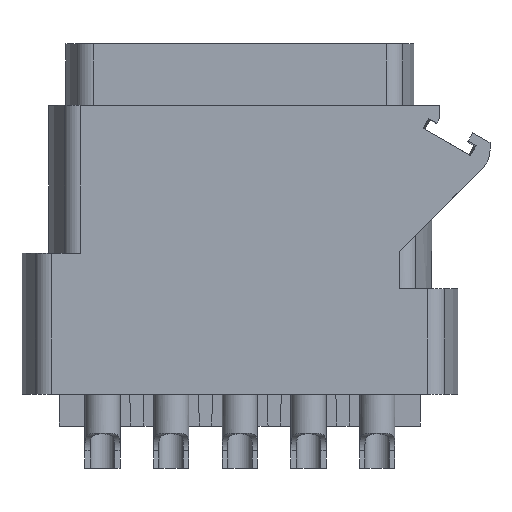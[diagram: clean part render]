
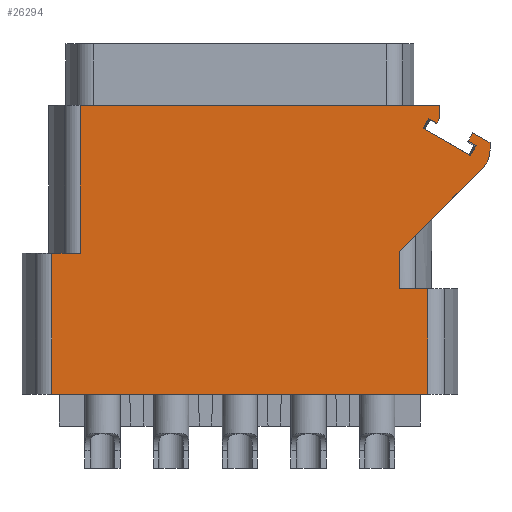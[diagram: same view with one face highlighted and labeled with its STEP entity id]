
A CAD part, front view. The second image highlights one B-rep face of the part: STEP entity #26294.
In plain terms, the highlighted planar face has unit normal (0, -1, 0).
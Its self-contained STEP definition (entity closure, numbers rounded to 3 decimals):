
#1320=DIRECTION('',(1.,0.,0.));
#1321=VECTOR('',#1320,20.411);
#1322=CARTESIAN_POINT('',(-9.056,-5.,16.4));
#1323=LINE('',#1322,#1321);
#1384=DIRECTION('',(-1.,0.,0.));
#1385=VECTOR('',#1384,1.619);
#1386=CARTESIAN_POINT('',(-9.056,-5.,8.));
#1387=LINE('',#1386,#1385);
#1461=DIRECTION('',(1.,0.,0.));
#1462=VECTOR('',#1461,21.35);
#1463=CARTESIAN_POINT('',(-10.675,-5.,0.));
#1464=LINE('',#1463,#1462);
#1590=DIRECTION('',(0.,0.,-1.));
#1591=VECTOR('',#1590,8.);
#1592=CARTESIAN_POINT('',(-10.675,-5.,8.));
#1593=LINE('',#1592,#1591);
#1594=DIRECTION('',(0.,0.,-1.));
#1595=VECTOR('',#1594,8.4);
#1596=CARTESIAN_POINT('',(-9.056,-5.,16.4));
#1597=LINE('',#1596,#1595);
#1598=DIRECTION('',(0.,0.,-1.));
#1599=VECTOR('',#1598,0.696);
#1600=CARTESIAN_POINT('',(11.355,-5.,16.4));
#1601=LINE('',#1600,#1599);
#1602=DIRECTION('',(-0.5,0.,-0.866));
#1603=VECTOR('',#1602,0.35);
#1604=CARTESIAN_POINT('',(11.355,-5.,15.704));
#1605=LINE('',#1604,#1603);
#1606=DIRECTION('',(0.866,0.,-0.5));
#1607=VECTOR('',#1606,0.525);
#1608=CARTESIAN_POINT('',(10.725,-5.,15.663));
#1609=LINE('',#1608,#1607);
#1610=DIRECTION('',(0.866,0.,-0.5));
#1611=VECTOR('',#1610,3.1);
#1612=CARTESIAN_POINT('',(10.4,-5.,15.1));
#1613=LINE('',#1612,#1611);
#1614=DIRECTION('',(0.866,0.,-0.5));
#1615=VECTOR('',#1614,0.525);
#1616=CARTESIAN_POINT('',(12.955,-5.,14.375));
#1617=LINE('',#1616,#1615);
#1618=DIRECTION('',(0.5,0.,0.866));
#1619=VECTOR('',#1618,0.55);
#1620=CARTESIAN_POINT('',(12.955,-5.,14.375));
#1621=LINE('',#1620,#1619);
#1622=DIRECTION('',(0.866,0.,-0.5));
#1623=VECTOR('',#1622,1.12);
#1624=CARTESIAN_POINT('',(13.23,-5.,14.852));
#1625=LINE('',#1624,#1623);
#1626=CARTESIAN_POINT('',(12.7,-5.,13.872));
#1627=DIRECTION('',(0.,-1.,0.));
#1628=DIRECTION('',(0.707,0.,-0.707));
#1629=AXIS2_PLACEMENT_3D('',#1626,#1627,#1628);
#1631=DIRECTION('',(0.,0.,1.));
#1632=VECTOR('',#1631,2.107);
#1633=CARTESIAN_POINT('',(9.056,-5.,6.));
#1634=LINE('',#1633,#1632);
#1635=DIRECTION('',(0.,0.,1.));
#1636=VECTOR('',#1635,6.);
#1637=CARTESIAN_POINT('',(10.675,-5.,0.));
#1638=LINE('',#1637,#1636);
#1663=DIRECTION('',(0.5,0.,0.866));
#1664=VECTOR('',#1663,0.65);
#1665=CARTESIAN_POINT('',(10.4,-5.,15.1));
#1666=LINE('',#1665,#1664);
#1711=DIRECTION('',(0.,0.,1.));
#1712=VECTOR('',#1711,0.419);
#1713=CARTESIAN_POINT('',(14.2,-5.,13.872));
#1714=LINE('',#1713,#1712);
#1743=DIRECTION('',(0.707,0.,0.707));
#1744=VECTOR('',#1743,6.653);
#1745=CARTESIAN_POINT('',(9.056,-5.,8.107));
#1746=LINE('',#1745,#1744);
#1821=DIRECTION('',(-1.,0.,0.));
#1822=VECTOR('',#1821,1.619);
#1823=CARTESIAN_POINT('',(10.675,-5.,6.));
#1824=LINE('',#1823,#1822);
#1845=DIRECTION('',(-0.5,0.,-0.866));
#1846=VECTOR('',#1845,0.65);
#1847=CARTESIAN_POINT('',(13.41,-5.,14.113));
#1848=LINE('',#1847,#1846);
#20304=CARTESIAN_POINT('',(11.355,-5.,16.4));
#20306=VERTEX_POINT('',#20304);
#20314=CARTESIAN_POINT('',(13.23,-5.,14.852));
#20315=CARTESIAN_POINT('',(14.2,-5.,14.292));
#20316=VERTEX_POINT('',#20314);
#20317=VERTEX_POINT('',#20315);
#20318=CARTESIAN_POINT('',(11.355,-5.,15.704));
#20319=VERTEX_POINT('',#20318);
#20320=CARTESIAN_POINT('',(10.4,-5.,15.1));
#20322=VERTEX_POINT('',#20320);
#20330=CARTESIAN_POINT('',(13.085,-5.,13.55));
#20331=VERTEX_POINT('',#20330);
#20332=CARTESIAN_POINT('',(10.725,-5.,15.663));
#20333=CARTESIAN_POINT('',(11.18,-5.,15.4));
#20334=VERTEX_POINT('',#20332);
#20335=VERTEX_POINT('',#20333);
#20336=CARTESIAN_POINT('',(12.955,-5.,14.375));
#20337=CARTESIAN_POINT('',(13.41,-5.,14.113));
#20338=VERTEX_POINT('',#20336);
#20339=VERTEX_POINT('',#20337);
#20356=CARTESIAN_POINT('',(-10.675,-5.,0.));
#20358=VERTEX_POINT('',#20356);
#20362=CARTESIAN_POINT('',(-10.675,-5.,8.));
#20363=VERTEX_POINT('',#20362);
#20376=CARTESIAN_POINT('',(-9.056,-5.,16.4));
#20377=VERTEX_POINT('',#20376);
#20378=CARTESIAN_POINT('',(-9.056,-5.,8.));
#20379=VERTEX_POINT('',#20378);
#20384=CARTESIAN_POINT('',(9.056,-5.,6.));
#20385=CARTESIAN_POINT('',(9.056,-5.,8.107));
#20386=VERTEX_POINT('',#20384);
#20387=VERTEX_POINT('',#20385);
#20388=CARTESIAN_POINT('',(10.675,-5.,6.));
#20390=VERTEX_POINT('',#20388);
#20394=CARTESIAN_POINT('',(10.675,-5.,0.));
#20395=VERTEX_POINT('',#20394);
#20424=CARTESIAN_POINT('',(13.761,-5.,12.812));
#20425=VERTEX_POINT('',#20424);
#20426=CARTESIAN_POINT('',(14.2,-5.,13.872));
#20427=VERTEX_POINT('',#20426);
#26252=CARTESIAN_POINT('',(-11.347,-5.,0.));
#26253=DIRECTION('',(0.,-1.,0.));
#26254=DIRECTION('',(1.,0.,0.));
#26255=AXIS2_PLACEMENT_3D('',#26252,#26253,#26254);
#26256=PLANE('',#26255);
#26257=ORIENTED_EDGE('',*,*,#26235,.F.);
#26258=ORIENTED_EDGE('',*,*,#26051,.F.);
#26259=ORIENTED_EDGE('',*,*,#26019,.F.);
#26260=ORIENTED_EDGE('',*,*,#25989,.T.);
#26262=ORIENTED_EDGE('',*,*,#26261,.T.);
#26264=ORIENTED_EDGE('',*,*,#26263,.T.);
#26266=ORIENTED_EDGE('',*,*,#26265,.F.);
#26268=ORIENTED_EDGE('',*,*,#26267,.F.);
#26270=ORIENTED_EDGE('',*,*,#26269,.T.);
#26272=ORIENTED_EDGE('',*,*,#26271,.F.);
#26274=ORIENTED_EDGE('',*,*,#26273,.F.);
#26276=ORIENTED_EDGE('',*,*,#26275,.T.);
#26278=ORIENTED_EDGE('',*,*,#26277,.T.);
#26280=ORIENTED_EDGE('',*,*,#26279,.F.);
#26282=ORIENTED_EDGE('',*,*,#26281,.F.);
#26284=ORIENTED_EDGE('',*,*,#26283,.F.);
#26286=ORIENTED_EDGE('',*,*,#26285,.F.);
#26288=ORIENTED_EDGE('',*,*,#26287,.F.);
#26290=ORIENTED_EDGE('',*,*,#26289,.F.);
#26291=ORIENTED_EDGE('',*,*,#26129,.F.);
#26292=EDGE_LOOP('',(#26257,#26258,#26259,#26260,#26262,#26264,#26266,#26268,
#26270,#26272,#26274,#26276,#26278,#26280,#26282,#26284,#26286,#26288,#26290,
#26291));
#26293=FACE_OUTER_BOUND('',#26292,.F.);
#26294=ADVANCED_FACE('',(#26293),#26256,.T.);
#1630=CIRCLE('',#1629,1.5);
#25989=EDGE_CURVE('',#20377,#20306,#1323,.T.);
#26019=EDGE_CURVE('',#20377,#20379,#1597,.T.);
#26051=EDGE_CURVE('',#20379,#20363,#1387,.T.);
#26129=EDGE_CURVE('',#20358,#20395,#1464,.T.);
#26235=EDGE_CURVE('',#20363,#20358,#1593,.T.);
#26261=EDGE_CURVE('',#20306,#20319,#1601,.T.);
#26263=EDGE_CURVE('',#20319,#20335,#1605,.T.);
#26265=EDGE_CURVE('',#20334,#20335,#1609,.T.);
#26267=EDGE_CURVE('',#20322,#20334,#1666,.T.);
#26269=EDGE_CURVE('',#20322,#20331,#1613,.T.);
#26271=EDGE_CURVE('',#20339,#20331,#1848,.T.);
#26273=EDGE_CURVE('',#20338,#20339,#1617,.T.);
#26275=EDGE_CURVE('',#20338,#20316,#1621,.T.);
#26277=EDGE_CURVE('',#20316,#20317,#1625,.T.);
#26279=EDGE_CURVE('',#20427,#20317,#1714,.T.);
#26281=EDGE_CURVE('',#20425,#20427,#1630,.T.);
#26283=EDGE_CURVE('',#20387,#20425,#1746,.T.);
#26285=EDGE_CURVE('',#20386,#20387,#1634,.T.);
#26287=EDGE_CURVE('',#20390,#20386,#1824,.T.);
#26289=EDGE_CURVE('',#20395,#20390,#1638,.T.);
